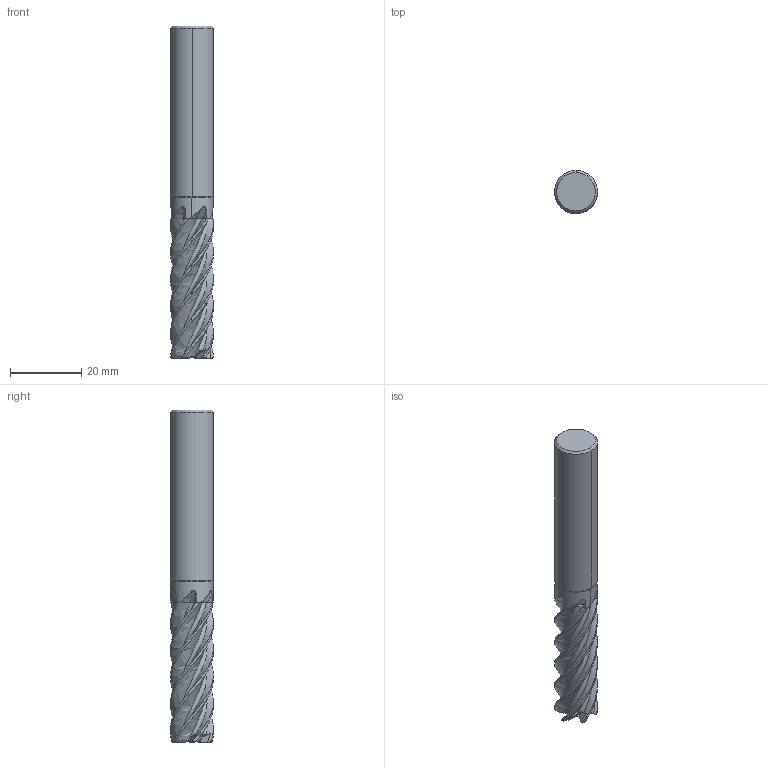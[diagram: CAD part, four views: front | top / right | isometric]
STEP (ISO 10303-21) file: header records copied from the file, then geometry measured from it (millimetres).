
FILE_DESCRIPTION(('no description'),'unknown implementation level');
FILE_NAME('EXM1-M03-0113-12-Detail.stp',' ',('CIMSOURCE GmbH'),('CADClick - KiM GmbH - www.kimweb.de'),'unknown preprocess','ACIS','unknown authorization');
FILE_SCHEMA(('automotive_design'));
Length unit declared in the file: millimetre
Products named in the file (2): NOCUT; CUT
Bounding box: 12 x 12 x 93 mm (x, y, z)
Volume: 8573.9 mm3; surface area: 5741.1 mm2
Topology: 2 solids, 2 shells, 178 faces, 512 edges, 336 vertices
Faces by surface type: plane 74, bspline 48, cone 24, revolution 18, cylinder 8, torus 6
Entity records: 32567 total; most frequent: CARTESIAN_POINT 22706, STYLED_ITEM 1028, PRESENTATION_STYLE_ASSIGNMENT 1028, COLOUR_RGB 1028, ORIENTED_EDGE 1024, DIRECTION 654, EDGE_CURVE 512, CURVE_STYLE 512
